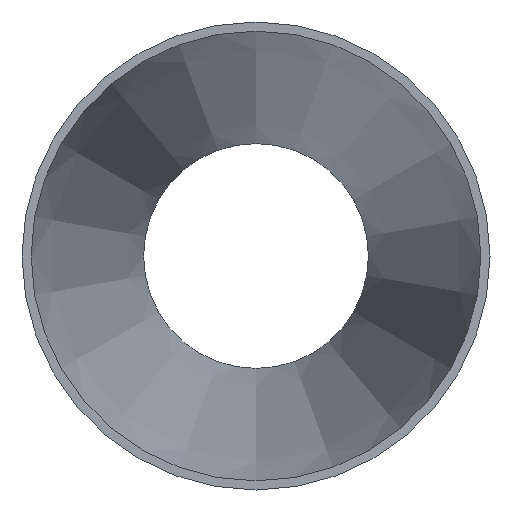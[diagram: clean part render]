
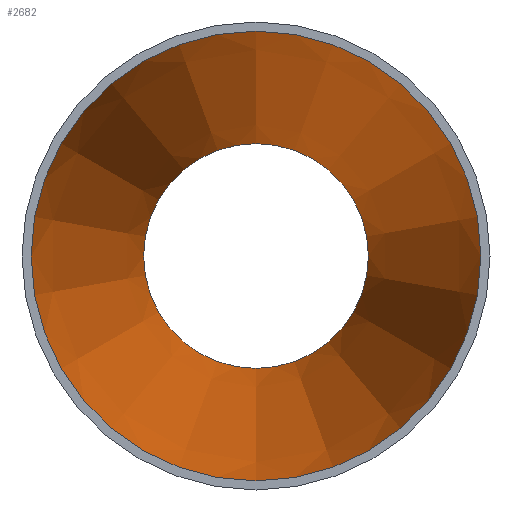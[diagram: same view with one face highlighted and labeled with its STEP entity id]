
A CAD part, front view. The second image highlights one B-rep face of the part: STEP entity #2682.
In plain terms, the highlighted conical face has half-angle 9.462 degrees and reference radius 49.972 mm.
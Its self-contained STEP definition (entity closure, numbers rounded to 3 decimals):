
#77 = DIRECTION ( 'NONE',  ( 0., -1., 0. ) ) ;
#227 = DIRECTION ( 'NONE',  ( 0., -1., 0. ) ) ;
#407 = AXIS2_PLACEMENT_3D ( 'NONE', #9302, #77, #3236 ) ;
#1502 = DIRECTION ( 'NONE',  ( 0., 0., -1. ) ) ;
#1580 = CARTESIAN_POINT ( 'NONE',  ( 0., 0., 0. ) ) ;
#1944 = VERTEX_POINT ( 'NONE', #14404 ) ;
#2124 = ORIENTED_EDGE ( 'NONE', *, *, #5053, .T. ) ;
#2153 = CIRCLE ( 'NONE', #9522, 24.972 ) ;
#2682 = ADVANCED_FACE ( 'NONE', ( #12791, #5877 ), #13222, .F. ) ;
#3236 = DIRECTION ( 'NONE',  ( 0., 0., -1. ) ) ;
#4788 = EDGE_LOOP ( 'NONE', ( #13281 ) ) ;
#5053 = EDGE_CURVE ( 'NONE', #1944, #1944, #8627, .T. ) ;
#5547 = EDGE_LOOP ( 'NONE', ( #2124 ) ) ;
#5877 = FACE_OUTER_BOUND ( 'NONE', #5547, .T. ) ;
#6409 = VERTEX_POINT ( 'NONE', #9688 ) ;
#7158 = DIRECTION ( 'NONE',  ( 0., 0., -1. ) ) ;
#7200 = AXIS2_PLACEMENT_3D ( 'NONE', #1580, #227, #1502 ) ;
#7479 = EDGE_CURVE ( 'NONE', #6409, #6409, #2153, .T. ) ;
#8627 = CIRCLE ( 'NONE', #7200, 49.972 ) ;
#9302 = CARTESIAN_POINT ( 'NONE',  ( 0., 0., 0. ) ) ;
#9475 = CARTESIAN_POINT ( 'NONE',  ( 0., 150., 0. ) ) ;
#9522 = AXIS2_PLACEMENT_3D ( 'NONE', #9475, #11699, #7158 ) ;
#9688 = CARTESIAN_POINT ( 'NONE',  ( 0., 150., -24.972 ) ) ;
#11699 = DIRECTION ( 'NONE',  ( 0., -1., 0. ) ) ;
#12791 = FACE_BOUND ( 'NONE', #4788, .T. ) ;
#13222 = CONICAL_SURFACE ( 'NONE', #407, 49.972, 0.165 ) ;
#13281 = ORIENTED_EDGE ( 'NONE', *, *, #7479, .F. ) ;
#14404 = CARTESIAN_POINT ( 'NONE',  ( 0., 0., -49.972 ) ) ;
